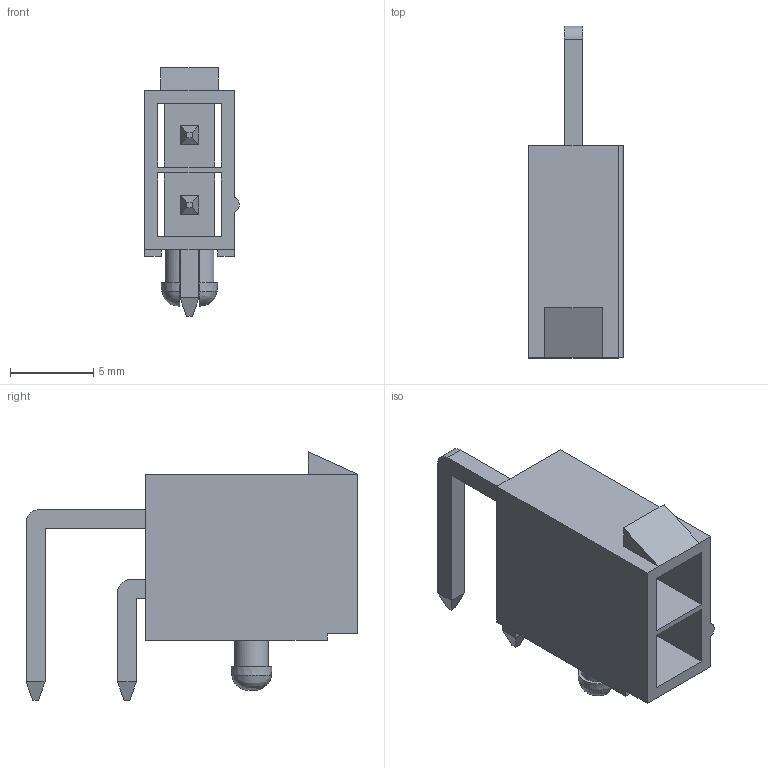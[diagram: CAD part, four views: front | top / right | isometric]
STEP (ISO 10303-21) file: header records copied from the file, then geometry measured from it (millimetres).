
FILE_DESCRIPTION( ( 'Unknown' ), '1' );
FILE_NAME( '649002227222.stp', 'Unknown', ( 'Unknown' ), ( 'Unknown' ), 'PSStep 14.0', 'Unknown', ' ' );
FILE_SCHEMA( ( 'AUTOMOTIVE_DESIGN { 1 0 10303 214 1 1 1 1 }' ) );
Length unit declared in the file: millimetre
Products named in the file (4): Assem1; 64900229522; 6490xx227222_PIN; 6490xx227222_PIN_BIS
Assembly tree (3 placements, depth 2):
  Assem1
    64900229522
    6490xx227222_PIN
    6490xx227222_PIN_BIS
Bounding box: 5.7 x 19.97 x 14.95 mm (x, y, z)
Volume: 426.8 mm3; surface area: 1161.5 mm2
Topology: 3 solids, 3 shells, 96 faces, 238 edges, 150 vertices
Faces by surface type: plane 85, bspline 6, cylinder 5
Entity records: 5162 total; most frequent: CARTESIAN_POINT 2076, ORIENTED_EDGE 476, DIRECTION 418, EDGE_CURVE 238, LINE 214, VECTOR 214, VERTEX_POINT 150, EDGE_LOOP 110
